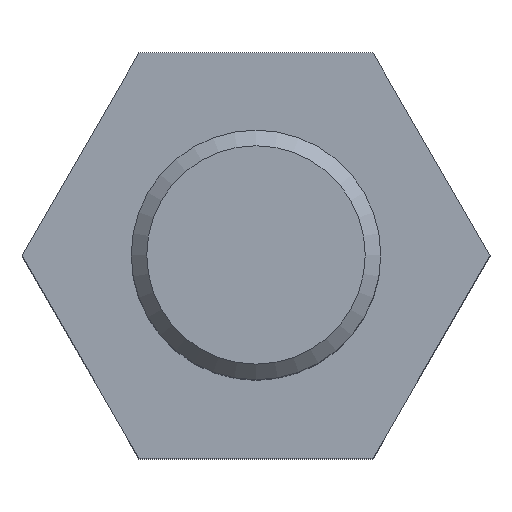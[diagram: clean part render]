
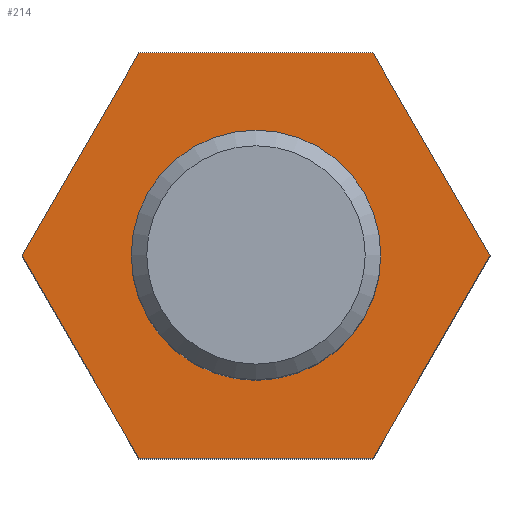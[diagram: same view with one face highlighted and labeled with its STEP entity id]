
A CAD part, top view. The second image highlights one B-rep face of the part: STEP entity #214.
In plain terms, the highlighted planar face has unit normal (0, 0, 1).
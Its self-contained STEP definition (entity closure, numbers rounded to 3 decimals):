
#22=LINE('',#333,#40);
#24=LINE('',#337,#42);
#26=LINE('',#341,#44);
#28=LINE('',#345,#46);
#30=LINE('',#349,#48);
#32=LINE('',#352,#50);
#40=VECTOR('',#274,7.5);
#42=VECTOR('',#278,7.5);
#44=VECTOR('',#282,7.5);
#46=VECTOR('',#286,7.5);
#48=VECTOR('',#290,7.5);
#50=VECTOR('',#294,7.5);
#62=PLANE('',#236);
#68=FACE_BOUND('',#102,.T.);
#82=FACE_OUTER_BOUND('',#101,.T.);
#101=EDGE_LOOP('',(#192,#193,#194,#195,#196,#197));
#102=EDGE_LOOP('',(#198));
#108=CIRCLE('',#227,4.);
#114=VERTEX_POINT('',#313);
#121=VERTEX_POINT('',#330);
#122=VERTEX_POINT('',#332);
#123=VERTEX_POINT('',#336);
#124=VERTEX_POINT('',#340);
#125=VERTEX_POINT('',#344);
#126=VERTEX_POINT('',#348);
#132=EDGE_CURVE('',#114,#114,#108,.T.);
#140=EDGE_CURVE('',#122,#121,#22,.T.);
#142=EDGE_CURVE('',#123,#122,#24,.T.);
#144=EDGE_CURVE('',#124,#123,#26,.T.);
#146=EDGE_CURVE('',#125,#124,#28,.T.);
#148=EDGE_CURVE('',#126,#125,#30,.T.);
#150=EDGE_CURVE('',#121,#126,#32,.T.);
#192=ORIENTED_EDGE('',*,*,#150,.T.);
#193=ORIENTED_EDGE('',*,*,#148,.T.);
#194=ORIENTED_EDGE('',*,*,#146,.T.);
#195=ORIENTED_EDGE('',*,*,#144,.T.);
#196=ORIENTED_EDGE('',*,*,#142,.T.);
#197=ORIENTED_EDGE('',*,*,#140,.T.);
#198=ORIENTED_EDGE('',*,*,#132,.T.);
#214=ADVANCED_FACE('',(#82,#68),#62,.T.);
#227=AXIS2_PLACEMENT_3D('',#314,#259,#260);
#236=AXIS2_PLACEMENT_3D('',#353,#295,#296);
#259=DIRECTION('center_axis',(0.,0.,-1.));
#260=DIRECTION('ref_axis',(-1.,0.,0.));
#274=DIRECTION('',(0.5,-0.866,0.));
#278=DIRECTION('',(-0.5,-0.866,0.));
#282=DIRECTION('',(-1.,0.,0.));
#286=DIRECTION('',(-0.5,0.866,0.));
#290=DIRECTION('',(0.5,0.866,0.));
#294=DIRECTION('',(1.,0.,0.));
#295=DIRECTION('center_axis',(0.,0.,1.));
#296=DIRECTION('ref_axis',(1.,0.,0.));
#313=CARTESIAN_POINT('',(4.,0.,20.25));
#314=CARTESIAN_POINT('Origin',(0.,0.,20.25));
#330=CARTESIAN_POINT('',(-3.75,-6.495,20.25));
#332=CARTESIAN_POINT('',(-7.5,0.,20.25));
#333=CARTESIAN_POINT('',(-3.75,-6.495,20.25));
#336=CARTESIAN_POINT('',(-3.75,6.495,20.25));
#337=CARTESIAN_POINT('',(-7.5,0.,20.25));
#340=CARTESIAN_POINT('',(3.75,6.495,20.25));
#341=CARTESIAN_POINT('',(-3.75,6.495,20.25));
#344=CARTESIAN_POINT('',(7.5,0.,20.25));
#345=CARTESIAN_POINT('',(3.75,6.495,20.25));
#348=CARTESIAN_POINT('',(3.75,-6.495,20.25));
#349=CARTESIAN_POINT('',(7.5,0.,20.25));
#352=CARTESIAN_POINT('',(3.75,-6.495,20.25));
#353=CARTESIAN_POINT('Origin',(0.,0.,20.25));
